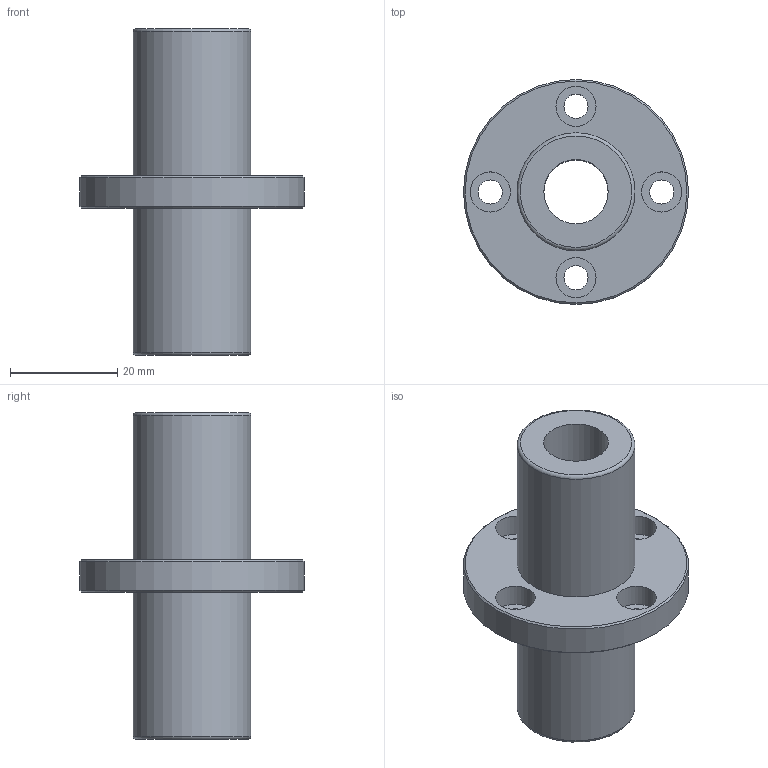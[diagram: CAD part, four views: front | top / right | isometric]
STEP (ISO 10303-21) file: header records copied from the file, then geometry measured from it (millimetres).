
FILE_DESCRIPTION(/* description */ ('STEP AP203'),/* implementation_level */ '2;1');
FILE_NAME(/* name */ 'LMEFM12LUU',/* time_stamp */ '2022-08-17T07:00:32+02:00',/* author */ ('License CC BY-ND 4.0'),/* organization */ ('CADENAS'),/* preprocessor_version */ 'ST-DEVELOPER v18.102',/* originating_system */ 'PARTsolutions',/* authorisation */ ' ');
FILE_SCHEMA (('CONFIG_CONTROL_DESIGN'));
Length unit declared in the file: millimetre
Products named in the file (1): LMEFM12LUU
Bounding box: 42 x 42 x 61 mm (x, y, z)
Volume: 21427.9 mm3; surface area: 9789.8 mm2
Topology: 1 solids, 1 shells, 30 faces, 56 edges, 37 vertices
Faces by surface type: cylinder 15, plane 11, torus 2, cone 2
Full cylindrical faces by diameter (mm): 4.5 x4, 7.5 x4, 12 x2, 12.8 x1, 13.6 x1, 22 x2, 42 x1
Entity records: 694 total; most frequent: DIRECTION 130, CARTESIAN_POINT 99, ORIENTED_EDGE 68, EDGE_LOOP 68, FACE_BOUND 68, AXIS2_PLACEMENT_3D 65, EDGE_CURVE 34, VERTEX_POINT 34
